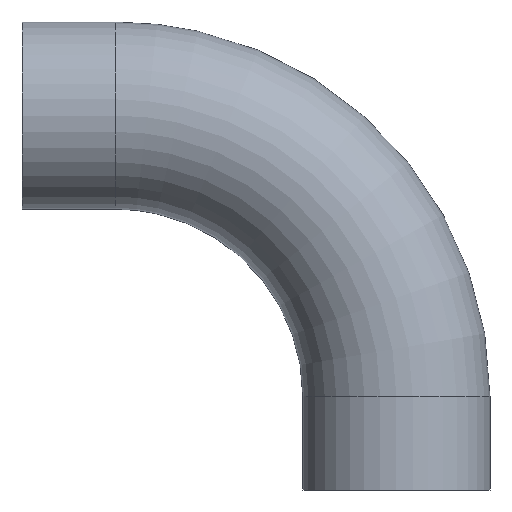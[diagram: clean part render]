
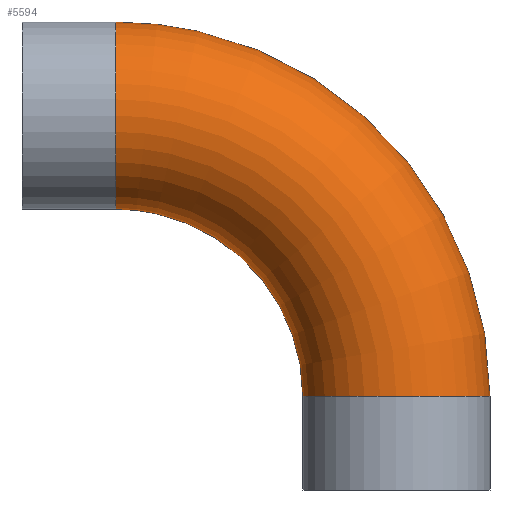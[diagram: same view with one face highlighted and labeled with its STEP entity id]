
A CAD part, front view. The second image highlights one B-rep face of the part: STEP entity #5594.
In plain terms, the highlighted toroidal (fillet/blend) face has major radius 152.4 mm and minor radius 50.8 mm.
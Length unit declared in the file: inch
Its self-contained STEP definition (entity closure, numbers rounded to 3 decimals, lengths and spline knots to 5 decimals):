
#14=TOROIDAL_SURFACE('',#5877,6.,2.);
#231=FACE_BOUND('',#1322,.T.);
#976=FACE_OUTER_BOUND('',#1321,.T.);
#1321=EDGE_LOOP('',(#5231));
#1322=EDGE_LOOP('',(#5232));
#1432=CIRCLE('',#5856,2.);
#1438=CIRCLE('',#5874,2.);
#2736=VERTEX_POINT('',#12497);
#2742=VERTEX_POINT('',#12521);
#3566=EDGE_CURVE('',#2736,#2736,#1432,.T.);
#3572=EDGE_CURVE('',#2742,#2742,#1438,.T.);
#5231=ORIENTED_EDGE('',*,*,#3572,.T.);
#5232=ORIENTED_EDGE('',*,*,#3566,.F.);
#5594=ADVANCED_FACE('',(#976,#231),#14,.T.);
#5856=AXIS2_PLACEMENT_3D('',#12498,#6770,#6771);
#5874=AXIS2_PLACEMENT_3D('',#12522,#6806,#6807);
#5877=AXIS2_PLACEMENT_3D('',#12525,#6812,#6813);
#6770=DIRECTION('center_axis',(0.,0.,-1.));
#6771=DIRECTION('ref_axis',(-1.,0.,0.));
#6806=DIRECTION('center_axis',(1.,0.,0.));
#6807=DIRECTION('ref_axis',(0.,0.,
-1.));
#6812=DIRECTION('center_axis',(0.,-1.,0.));
#6813=DIRECTION('ref_axis',(0.,0.,-1.));
#12497=CARTESIAN_POINT('',(2.,0.,0.));
#12498=CARTESIAN_POINT('Origin',(0.,0.,0.));
#12521=CARTESIAN_POINT('',(-6.,0.,8.));
#12522=CARTESIAN_POINT('Origin',(-6.,0.,6.));
#12525=CARTESIAN_POINT('Origin',(-6.,0.,0.));
